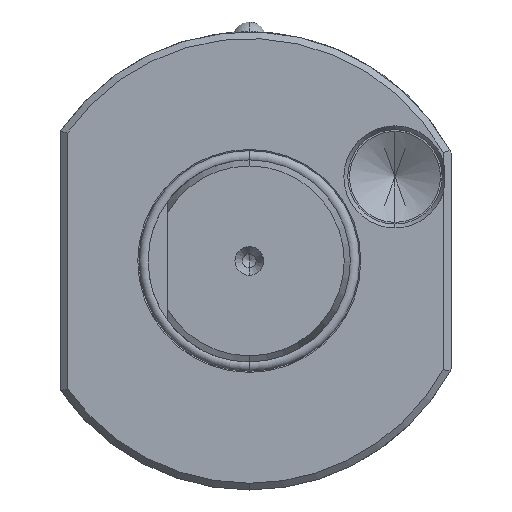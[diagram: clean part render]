
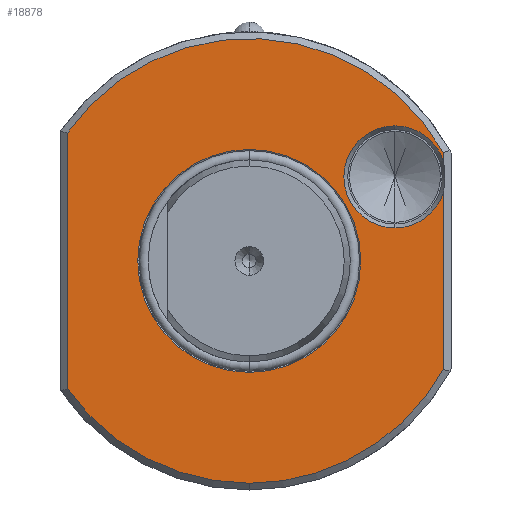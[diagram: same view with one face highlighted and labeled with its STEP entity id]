
A CAD part, left-side view. The second image highlights one B-rep face of the part: STEP entity #18878.
In plain terms, the highlighted planar face has unit normal (-1, 0, 0).
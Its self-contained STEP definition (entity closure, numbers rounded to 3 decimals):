
#3173 = AXIS2_PLACEMENT_3D ( 'NONE', #43219, #43223, #43221 ) ;
#4225 = AXIS2_PLACEMENT_3D ( 'NONE', #33568, #33569, #33585 ) ;
#4370 = AXIS2_PLACEMENT_3D ( 'NONE', #54865, #54896, #54918 ) ;
#4390 = AXIS2_PLACEMENT_3D ( 'NONE', #55063, #55054, #55051 ) ;
#4480 = AXIS2_PLACEMENT_3D ( 'NONE', #49657, #49654, #49651 ) ;
#4611 = AXIS2_PLACEMENT_3D ( 'NONE', #50407, #50383, #50402 ) ;
#4622 = AXIS2_PLACEMENT_3D ( 'NONE', #49901, #49953, #49909 ) ;
#4624 = AXIS2_PLACEMENT_3D ( 'NONE', #50237, #50242, #50223 ) ;
#4664 = AXIS2_PLACEMENT_3D ( 'NONE', #43206, #43192, #43169 ) ;
#7234 = CIRCLE ( 'NONE', #4624, 33. ) ;
#7238 = VECTOR ( 'NONE', #50302, 1000. ) ;
#7264 = LINE ( 'NONE', #50317, #7238 ) ;
#7320 = CIRCLE ( 'NONE', #4622, 16.55 ) ;
#7352 = CIRCLE ( 'NONE', #4611, 33. ) ;
#7361 = LINE ( 'NONE', #43107, #7362 ) ;
#7362 = VECTOR ( 'NONE', #43084, 1000. ) ;
#7375 = CIRCLE ( 'NONE', #3173, 33. ) ;
#7379 = LINE ( 'NONE', #43323, #7474 ) ;
#7439 = CIRCLE ( 'NONE', #4664, 7.577 ) ;
#7474 = VECTOR ( 'NONE', #43297, 1000. ) ;
#7761 = ORIENTED_EDGE ( 'NONE', *, *, #10240, .T. ) ;
#8011 = ORIENTED_EDGE ( 'NONE', *, *, #10153, .T. ) ;
#9947 = EDGE_CURVE ( 'NONE', #19970, #20079, #24475, .T. ) ;
#9988 = EDGE_CURVE ( 'NONE', #20051, #20003, #24465, .T. ) ;
#10030 = EDGE_CURVE ( 'NONE', #20027, #20055, #24661, .T. ) ;
#10153 = EDGE_CURVE ( 'NONE', #20350, #20352, #7234, .T. ) ;
#10161 = EDGE_CURVE ( 'NONE', #20623, #20557, #7264, .T. ) ;
#10187 = EDGE_CURVE ( 'NONE', #20585, #20623, #7352, .T. ) ;
#10195 = EDGE_CURVE ( 'NONE', #20055, #20027, #7320, .T. ) ;
#10204 = EDGE_CURVE ( 'NONE', #20352, #20051, #7361, .T. ) ;
#10228 = EDGE_CURVE ( 'NONE', #20003, #19970, #7439, .T. ) ;
#10240 = EDGE_CURVE ( 'NONE', #20557, #20350, #7375, .T. ) ;
#10261 = EDGE_CURVE ( 'NONE', #20079, #20585, #7379, .T. ) ;
#18878 = ADVANCED_FACE ( 'NONE', ( #30909, #30931 ), #33567, .T. ) ;
#19766 = ORIENTED_EDGE ( 'NONE', *, *, #9947, .T. ) ;
#19970 = VERTEX_POINT ( 'NONE', #26713 ) ;
#20003 = VERTEX_POINT ( 'NONE', #26760 ) ;
#20027 = VERTEX_POINT ( 'NONE', #26761 ) ;
#20051 = VERTEX_POINT ( 'NONE', #26743 ) ;
#20055 = VERTEX_POINT ( 'NONE', #26787 ) ;
#20079 = VERTEX_POINT ( 'NONE', #26754 ) ;
#20350 = VERTEX_POINT ( 'NONE', #26869 ) ;
#20352 = VERTEX_POINT ( 'NONE', #26870 ) ;
#20557 = VERTEX_POINT ( 'NONE', #27051 ) ;
#20585 = VERTEX_POINT ( 'NONE', #27016 ) ;
#20623 = VERTEX_POINT ( 'NONE', #27015 ) ;
#24465 = CIRCLE ( 'NONE', #4390, 7.577 ) ;
#24475 = CIRCLE ( 'NONE', #4370, 7.577 ) ;
#24661 = CIRCLE ( 'NONE', #4480, 16.55 ) ;
#24671 = ORIENTED_EDGE ( 'NONE', *, *, #9988, .T. ) ;
#24677 = ORIENTED_EDGE ( 'NONE', *, *, #10030, .T. ) ;
#24695 = ORIENTED_EDGE ( 'NONE', *, *, #10187, .T. ) ;
#24736 = ORIENTED_EDGE ( 'NONE', *, *, #10261, .T. ) ;
#24769 = ORIENTED_EDGE ( 'NONE', *, *, #10228, .T. ) ;
#24791 = ORIENTED_EDGE ( 'NONE', *, *, #10161, .T. ) ;
#24834 = ORIENTED_EDGE ( 'NONE', *, *, #10195, .T. ) ;
#26713 = CARTESIAN_POINT ( 'NONE',  ( 2., -21.62, 20.047 ) ) ;
#26743 = CARTESIAN_POINT ( 'NONE',  ( 2., -28.8, 10.048 ) ) ;
#26754 = CARTESIAN_POINT ( 'NONE',  ( 2., -28.8, 14.892 ) ) ;
#26760 = CARTESIAN_POINT ( 'NONE',  ( 2., -21.62, 4.893 ) ) ;
#26761 = CARTESIAN_POINT ( 'NONE',  ( 2., -16.55, 0. ) ) ;
#26787 = CARTESIAN_POINT ( 'NONE',  ( 2., 16.55, 0. ) ) ;
#26869 = CARTESIAN_POINT ( 'NONE',  ( 2., 0., -33. ) ) ;
#26870 = CARTESIAN_POINT ( 'NONE',  ( 2., -28.8, -16.111 ) ) ;
#27015 = CARTESIAN_POINT ( 'NONE',  ( 2., 27., 18.974 ) ) ;
#27016 = CARTESIAN_POINT ( 'NONE',  ( 2., -28.8, 16.111 ) ) ;
#27051 = CARTESIAN_POINT ( 'NONE',  ( 2., 27., -18.974 ) ) ;
#27082 = ORIENTED_EDGE ( 'NONE', *, *, #10204, .T. ) ;
#30909 = FACE_OUTER_BOUND ( 'NONE', #38562, .T. ) ;
#30931 = FACE_BOUND ( 'NONE', #38523, .T. ) ;
#33567 = PLANE ( 'NONE',  #4225 ) ;
#33568 = CARTESIAN_POINT ( 'NONE',  ( 2., 15., 0. ) ) ;
#33569 = DIRECTION ( 'NONE',  ( -1., 0., 0. ) ) ;
#33585 = DIRECTION ( 'NONE',  ( 0., 0., 1. ) ) ;
#38523 = EDGE_LOOP ( 'NONE', ( #24677, #24834 ) ) ;
#38562 = EDGE_LOOP ( 'NONE', ( #7761, #8011, #27082, #24671, #24769, #19766, #24736, #24695, #24791 ) ) ;
#43084 = DIRECTION ( 'NONE',  ( 0., 0., 1. ) ) ;
#43107 = CARTESIAN_POINT ( 'NONE',  ( 2., -28.8, 0. ) ) ;
#43169 = DIRECTION ( 'NONE',  ( 0., 0., 1. ) ) ;
#43192 = DIRECTION ( 'NONE',  ( 1., 0., 0. ) ) ;
#43206 = CARTESIAN_POINT ( 'NONE',  ( 2., -21.62, 12.47 ) ) ;
#43219 = CARTESIAN_POINT ( 'NONE',  ( 2., 0., 0. ) ) ;
#43221 = DIRECTION ( 'NONE',  ( 0., 0., 1. ) ) ;
#43223 = DIRECTION ( 'NONE',  ( -1., 0., 0. ) ) ;
#43297 = DIRECTION ( 'NONE',  ( 0., 0., 1. ) ) ;
#43323 = CARTESIAN_POINT ( 'NONE',  ( 2., -28.8, 0. ) ) ;
#49651 = DIRECTION ( 'NONE',  ( 0., 1., 0. ) ) ;
#49654 = DIRECTION ( 'NONE',  ( 1., 0., 0. ) ) ;
#49657 = CARTESIAN_POINT ( 'NONE',  ( 2., 0., 0. ) ) ;
#49901 = CARTESIAN_POINT ( 'NONE',  ( 2., 0., 0. ) ) ;
#49909 = DIRECTION ( 'NONE',  ( 0., 1., 0. ) ) ;
#49953 = DIRECTION ( 'NONE',  ( 1., 0., 0. ) ) ;
#50223 = DIRECTION ( 'NONE',  ( 0., 0., 1. ) ) ;
#50237 = CARTESIAN_POINT ( 'NONE',  ( 2., 0., 0. ) ) ;
#50242 = DIRECTION ( 'NONE',  ( -1., 0., 0. ) ) ;
#50302 = DIRECTION ( 'NONE',  ( 0., 0., -1. ) ) ;
#50317 = CARTESIAN_POINT ( 'NONE',  ( 2., 27., 0. ) ) ;
#50383 = DIRECTION ( 'NONE',  ( -1., 0., 0. ) ) ;
#50402 = DIRECTION ( 'NONE',  ( 0., 0., 1. ) ) ;
#50407 = CARTESIAN_POINT ( 'NONE',  ( 2., 0., 0. ) ) ;
#54865 = CARTESIAN_POINT ( 'NONE',  ( 2., -21.62, 12.47 ) ) ;
#54896 = DIRECTION ( 'NONE',  ( 1., 0., 0. ) ) ;
#54918 = DIRECTION ( 'NONE',  ( 0., 0., 1. ) ) ;
#55051 = DIRECTION ( 'NONE',  ( 0., 0., 1. ) ) ;
#55054 = DIRECTION ( 'NONE',  ( 1., 0., 0. ) ) ;
#55063 = CARTESIAN_POINT ( 'NONE',  ( 2., -21.62, 12.47 ) ) ;
